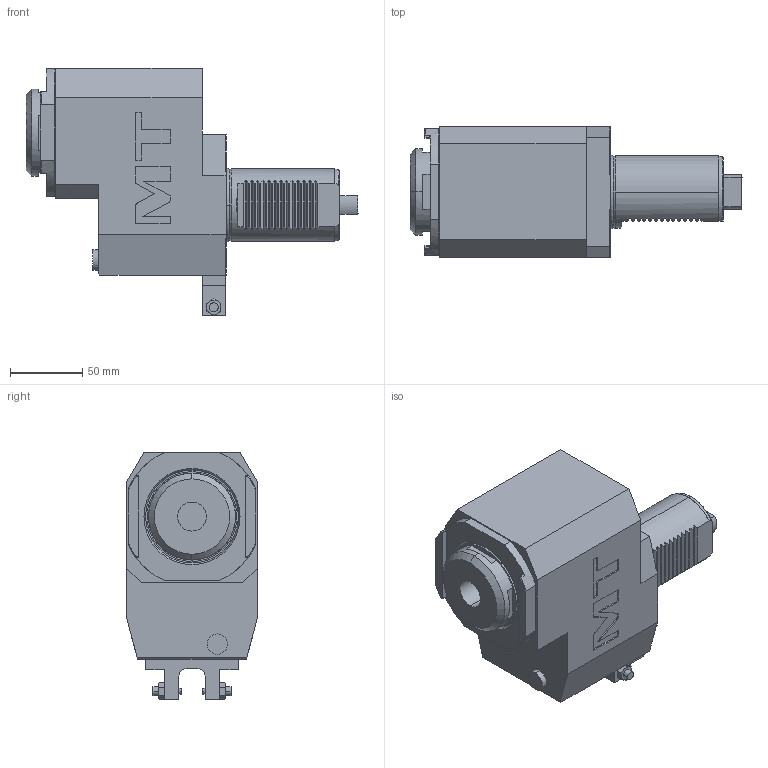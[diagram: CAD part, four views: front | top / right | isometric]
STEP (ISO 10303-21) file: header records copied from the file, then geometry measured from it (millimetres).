
FILE_DESCRIPTION((''),'2;1');
FILE_NAME('DUP0544232_CONF','2024-05-03T12:27:50',('gvalli'),('M.T. srl'),'CREO PARAMETRIC BY PTC INC, 2021072','CREO PARAMETRIC BY PTC INC, 2021072','');
FILE_SCHEMA(('CONFIG_CONTROL_DESIGN'));
Length unit declared in the file: millimetre
Products named in the file (1): DUP0544232_CONF
Bounding box: 229 x 90 x 171 mm (x, y, z)
Volume: 1479314.1 mm3; surface area: 107345.9 mm2
Topology: 1 solids, 1 shells, 310 faces, 799 edges, 516 vertices
Faces by surface type: plane 186, cylinder 67, cone 41, torus 12, extrusion 4
Entity records: 10421 total; most frequent: CARTESIAN_POINT 3019, ORIENTED_EDGE 1598, DIRECTION 1414, EDGE_CURVE 799, VERTEX_POINT 516, AXIS2_PLACEMENT_3D 478, VECTOR 458, LINE 454
